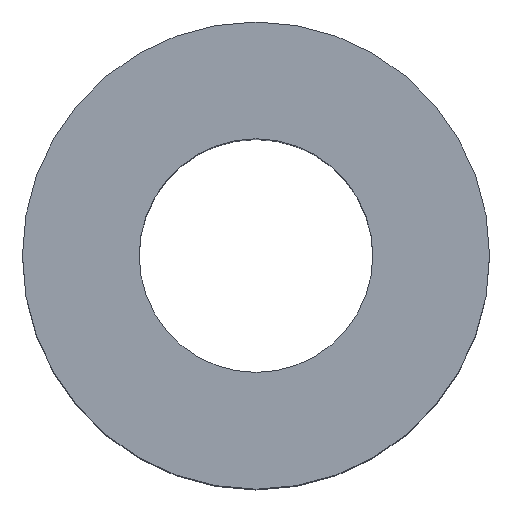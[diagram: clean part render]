
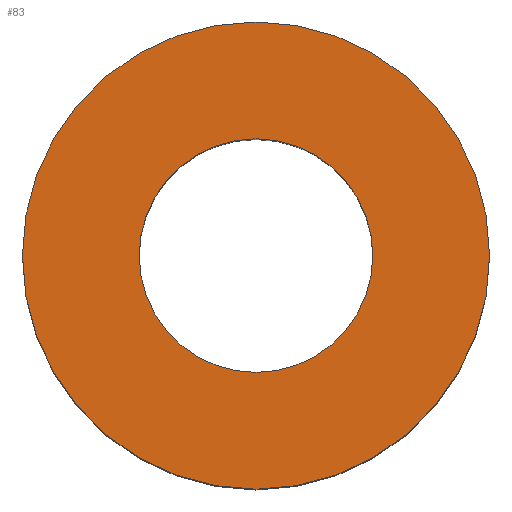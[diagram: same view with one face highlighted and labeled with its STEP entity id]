
A CAD part, top view. The second image highlights one B-rep face of the part: STEP entity #83.
In plain terms, the highlighted planar face has unit normal (0, 0, 1).
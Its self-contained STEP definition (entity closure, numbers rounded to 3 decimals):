
#12 = DIRECTION ( 'NONE',  ( 0., 0., 1. ) ) ;
#36 = EDGE_CURVE ( 'NONE', #213, #54, #157, .T. ) ;
#42 = VERTEX_POINT ( 'NONE', #295 ) ;
#44 = VERTEX_POINT ( 'NONE', #350 ) ;
#54 = VERTEX_POINT ( 'NONE', #275 ) ;
#75 = DIRECTION ( 'NONE',  ( 1., 0., 0. ) ) ;
#77 = ORIENTED_EDGE ( 'NONE', *, *, #36, .T. ) ;
#78 = CARTESIAN_POINT ( 'NONE',  ( 0., 0., 54. ) ) ;
#82 = DIRECTION ( 'NONE',  ( 1., 0., 0. ) ) ;
#83 = ADVANCED_FACE ( 'NONE', ( #110, #360 ), #131, .T. ) ;
#91 = CARTESIAN_POINT ( 'NONE',  ( 0., 0., 54. ) ) ;
#94 = CIRCLE ( 'NONE', #219, 15. ) ;
#100 = EDGE_CURVE ( 'NONE', #54, #213, #142, .T. ) ;
#107 = ORIENTED_EDGE ( 'NONE', *, *, #162, .F. ) ;
#109 = EDGE_LOOP ( 'NONE', ( #107, #349 ) ) ;
#110 = FACE_OUTER_BOUND ( 'NONE', #167, .T. ) ;
#121 = AXIS2_PLACEMENT_3D ( 'NONE', #78, #209, #192 ) ;
#131 = PLANE ( 'NONE',  #121 ) ;
#142 = CIRCLE ( 'NONE', #344, 30. ) ;
#154 = ORIENTED_EDGE ( 'NONE', *, *, #100, .T. ) ;
#156 = AXIS2_PLACEMENT_3D ( 'NONE', #91, #252, #342 ) ;
#157 = CIRCLE ( 'NONE', #287, 30. ) ;
#162 = EDGE_CURVE ( 'NONE', #42, #44, #94, .T. ) ;
#167 = EDGE_LOOP ( 'NONE', ( #77, #154 ) ) ;
#192 = DIRECTION ( 'NONE',  ( 1., 0., 0. ) ) ;
#197 = CARTESIAN_POINT ( 'NONE',  ( -30., 0., 54. ) ) ;
#209 = DIRECTION ( 'NONE',  ( 0., 0., 1. ) ) ;
#213 = VERTEX_POINT ( 'NONE', #197 ) ;
#219 = AXIS2_PLACEMENT_3D ( 'NONE', #306, #12, #328 ) ;
#221 = DIRECTION ( 'NONE',  ( 0., 0., 1. ) ) ;
#233 = EDGE_CURVE ( 'NONE', #44, #42, #246, .T. ) ;
#239 = DIRECTION ( 'NONE',  ( 0., 0., 1. ) ) ;
#246 = CIRCLE ( 'NONE', #156, 15. ) ;
#252 = DIRECTION ( 'NONE',  ( 0., 0., 1. ) ) ;
#266 = CARTESIAN_POINT ( 'NONE',  ( 0., 0., 54. ) ) ;
#275 = CARTESIAN_POINT ( 'NONE',  ( 30., 0., 54. ) ) ;
#287 = AXIS2_PLACEMENT_3D ( 'NONE', #320, #239, #75 ) ;
#295 = CARTESIAN_POINT ( 'NONE',  ( -15., 0., 54. ) ) ;
#306 = CARTESIAN_POINT ( 'NONE',  ( 0., 0., 54. ) ) ;
#320 = CARTESIAN_POINT ( 'NONE',  ( 0., 0., 54. ) ) ;
#328 = DIRECTION ( 'NONE',  ( 1., 0., 0. ) ) ;
#342 = DIRECTION ( 'NONE',  ( 1., 0., 0. ) ) ;
#344 = AXIS2_PLACEMENT_3D ( 'NONE', #266, #221, #82 ) ;
#349 = ORIENTED_EDGE ( 'NONE', *, *, #233, .F. ) ;
#350 = CARTESIAN_POINT ( 'NONE',  ( 15., 0., 54. ) ) ;
#360 = FACE_BOUND ( 'NONE', #109, .T. ) ;
